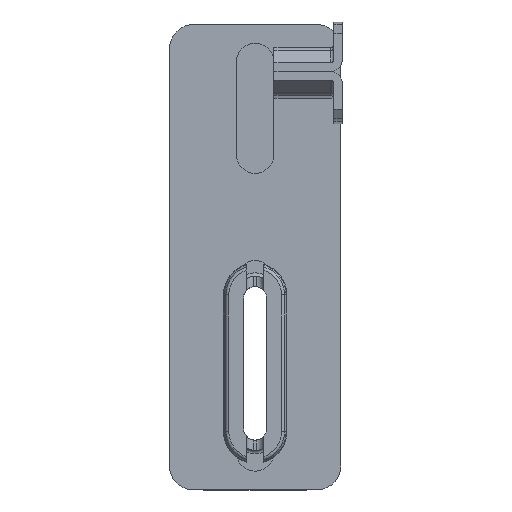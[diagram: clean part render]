
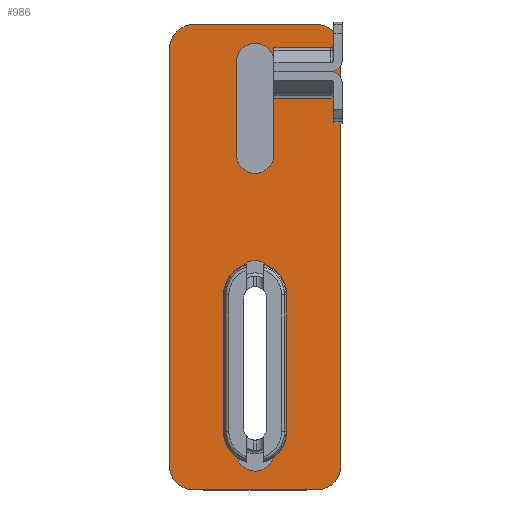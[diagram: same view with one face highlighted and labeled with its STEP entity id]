
A CAD part, top view. The second image highlights one B-rep face of the part: STEP entity #986.
In plain terms, the highlighted planar face has unit normal (0, 0, 1).
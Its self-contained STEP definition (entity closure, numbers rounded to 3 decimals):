
#492=CARTESIAN_POINT('',(-61.,18.,5.));
#493=DIRECTION('',(0.,0.,1.));
#494=DIRECTION('',(0.,1.,0.));
#495=AXIS2_PLACEMENT_3D('',#492,#493,#494);
#500=DIRECTION('',(-1.,0.,0.));
#501=VECTOR('',#500,122.);
#502=CARTESIAN_POINT('',(61.,25.,5.));
#503=LINE('5017',#502,#501);
#507=CARTESIAN_POINT('',(61.,18.,5.));
#508=DIRECTION('',(0.,0.,1.));
#509=DIRECTION('',(1.,0.,0.));
#510=AXIS2_PLACEMENT_3D('',#507,#508,#509);
#515=DIRECTION('',(0.,1.,0.));
#516=VECTOR('',#515,36.);
#517=CARTESIAN_POINT('',(68.,-18.,5.));
#518=LINE('5016',#517,#516);
#522=CARTESIAN_POINT('',(61.,-18.,5.));
#523=DIRECTION('',(0.,0.,1.));
#524=DIRECTION('',(0.,-1.,0.));
#525=AXIS2_PLACEMENT_3D('',#522,#523,#524);
#530=DIRECTION('',(1.,0.,0.));
#531=VECTOR('',#530,122.);
#532=CARTESIAN_POINT('',(-61.,-25.,5.));
#533=LINE('5015',#532,#531);
#537=CARTESIAN_POINT('',(-61.,-18.,5.));
#538=DIRECTION('',(0.,0.,1.));
#539=DIRECTION('',(-1.,0.,0.));
#540=AXIS2_PLACEMENT_3D('',#537,#538,#539);
#545=DIRECTION('',(0.,-1.,0.));
#546=VECTOR('',#545,36.);
#547=CARTESIAN_POINT('',(-68.,18.,5.));
#548=LINE('5018',#547,#546);
#552=DIRECTION('',(1.,0.,0.));
#553=VECTOR('',#552,27.);
#554=CARTESIAN_POINT('',(-57.,-5.5,5.));
#555=LINE('5054',#554,#553);
#559=CARTESIAN_POINT('',(-30.,0.,5.));
#560=DIRECTION('',(0.,0.,1.));
#561=DIRECTION('',(0.,-1.,0.));
#562=AXIS2_PLACEMENT_3D('',#559,#560,#561);
#567=DIRECTION('',(-1.,0.,0.));
#568=VECTOR('',#567,27.);
#569=CARTESIAN_POINT('',(-30.,5.5,5.));
#570=LINE('5056',#569,#568);
#574=CARTESIAN_POINT('',(-57.,0.,5.));
#575=DIRECTION('',(0.,0.,1.));
#576=DIRECTION('',(0.,1.,0.));
#577=AXIS2_PLACEMENT_3D('',#574,#575,#576);
#582=CARTESIAN_POINT('',(6.5,0.,5.));
#583=DIRECTION('',(0.,0.,1.));
#584=DIRECTION('',(0.,1.,0.));
#585=AXIS2_PLACEMENT_3D('',#582,#583,#584);
#590=DIRECTION('',(1.,0.,0.));
#591=VECTOR('',#590,50.5);
#592=CARTESIAN_POINT('',(6.5,-5.5,5.));
#593=LINE('5102',#592,#591);
#597=CARTESIAN_POINT('',(57.,0.,5.));
#598=DIRECTION('',(0.,0.,1.));
#599=DIRECTION('',(0.,-1.,0.));
#600=AXIS2_PLACEMENT_3D('',#597,#598,#599);
#605=DIRECTION('',(-1.,0.,0.));
#606=VECTOR('',#605,50.5);
#607=CARTESIAN_POINT('',(57.,5.5,5.));
#608=LINE('5104',#607,#606);
#672=CARTESIAN_POINT('',(-61.,25.,5.));
#673=VERTEX_POINT('',#672);
#674=CARTESIAN_POINT('',(-68.,18.,5.));
#675=VERTEX_POINT('',#674);
#680=CARTESIAN_POINT('',(-68.,-18.,5.));
#681=VERTEX_POINT('',#680);
#682=CARTESIAN_POINT('',(-61.,-25.,5.));
#683=VERTEX_POINT('',#682);
#688=CARTESIAN_POINT('',(61.,-25.,5.));
#689=VERTEX_POINT('',#688);
#690=CARTESIAN_POINT('',(68.,-18.,5.));
#691=VERTEX_POINT('',#690);
#696=CARTESIAN_POINT('',(68.,18.,5.));
#697=VERTEX_POINT('',#696);
#698=CARTESIAN_POINT('',(61.,25.,5.));
#699=VERTEX_POINT('',#698);
#708=CARTESIAN_POINT('',(-57.,-5.5,5.));
#709=CARTESIAN_POINT('',(-30.,-5.5,5.));
#710=VERTEX_POINT('',#708);
#711=VERTEX_POINT('',#709);
#712=CARTESIAN_POINT('',(-30.,5.5,5.));
#713=VERTEX_POINT('',#712);
#714=CARTESIAN_POINT('',(-57.,5.5,5.));
#715=VERTEX_POINT('',#714);
#724=CARTESIAN_POINT('',(6.5,5.5,5.));
#725=CARTESIAN_POINT('',(6.5,-5.5,5.));
#726=VERTEX_POINT('',#724);
#727=VERTEX_POINT('',#725);
#728=CARTESIAN_POINT('',(57.,-5.5,5.));
#729=VERTEX_POINT('',#728);
#730=CARTESIAN_POINT('',(57.,5.5,5.));
#731=VERTEX_POINT('',#730);
#951=CARTESIAN_POINT('',(0.,0.,5.));
#952=DIRECTION('',(0.,0.,1.));
#953=DIRECTION('',(1.,0.,0.));
#954=AXIS2_PLACEMENT_3D('',#951,#952,#953);
#955=PLANE('4883',#954);
#956=ORIENTED_EDGE('4997',*,*,#791,.F.);
#957=ORIENTED_EDGE('5017',*,*,#814,.F.);
#958=ORIENTED_EDGE('5009',*,*,#834,.F.);
#959=ORIENTED_EDGE('5016',*,*,#854,.F.);
#960=ORIENTED_EDGE('5005',*,*,#876,.F.);
#961=ORIENTED_EDGE('5015',*,*,#896,.F.);
#962=ORIENTED_EDGE('5001',*,*,#918,.F.);
#963=ORIENTED_EDGE('5018',*,*,#937,.F.);
#964=EDGE_LOOP('4883',(#956,#957,#958,#959,#960,#961,#962,#963));
#965=FACE_OUTER_BOUND('4883',#964,.F.);
#967=ORIENTED_EDGE('5054',*,*,#966,.T.);
#969=ORIENTED_EDGE('5055',*,*,#968,.T.);
#971=ORIENTED_EDGE('5056',*,*,#970,.T.);
#973=ORIENTED_EDGE('5057',*,*,#972,.T.);
#974=EDGE_LOOP('4883',(#967,#969,#971,#973));
#975=FACE_BOUND('4883',#974,.F.);
#977=ORIENTED_EDGE('5101',*,*,#976,.T.);
#979=ORIENTED_EDGE('5102',*,*,#978,.T.);
#981=ORIENTED_EDGE('5103',*,*,#980,.T.);
#983=ORIENTED_EDGE('5104',*,*,#982,.T.);
#984=EDGE_LOOP('4883',(#977,#979,#981,#983));
#985=FACE_BOUND('4883',#984,.F.);
#986=ADVANCED_FACE('4883',(#965,#975,#985),#955,.T.);
#496=CIRCLE('4997',#495,7.);
#511=CIRCLE('5009',#510,7.);
#526=CIRCLE('5005',#525,7.);
#541=CIRCLE('5001',#540,7.);
#563=CIRCLE('5055',#562,5.5);
#578=CIRCLE('5057',#577,5.5);
#586=CIRCLE('5101',#585,5.5);
#601=CIRCLE('5103',#600,5.5);
#791=EDGE_CURVE('4997',#673,#675,#496,.T.);
#814=EDGE_CURVE('5017',#699,#673,#503,.T.);
#834=EDGE_CURVE('5009',#697,#699,#511,.T.);
#854=EDGE_CURVE('5016',#691,#697,#518,.T.);
#876=EDGE_CURVE('5005',#689,#691,#526,.T.);
#896=EDGE_CURVE('5015',#683,#689,#533,.T.);
#918=EDGE_CURVE('5001',#681,#683,#541,.T.);
#937=EDGE_CURVE('5018',#675,#681,#548,.T.);
#966=EDGE_CURVE('5054',#710,#711,#555,.T.);
#968=EDGE_CURVE('5055',#711,#713,#563,.T.);
#970=EDGE_CURVE('5056',#713,#715,#570,.T.);
#972=EDGE_CURVE('5057',#715,#710,#578,.T.);
#976=EDGE_CURVE('5101',#726,#727,#586,.T.);
#978=EDGE_CURVE('5102',#727,#729,#593,.T.);
#980=EDGE_CURVE('5103',#729,#731,#601,.T.);
#982=EDGE_CURVE('5104',#731,#726,#608,.T.);
